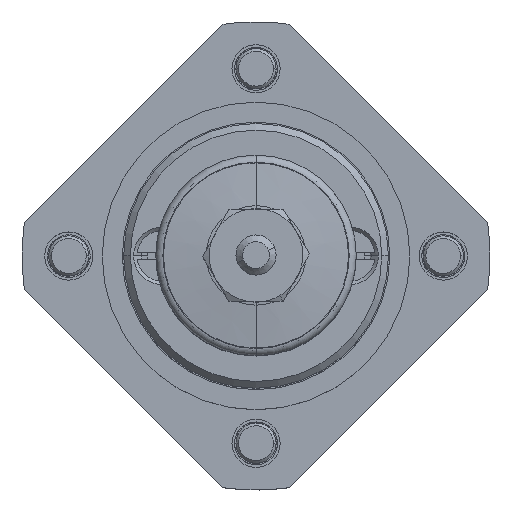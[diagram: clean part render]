
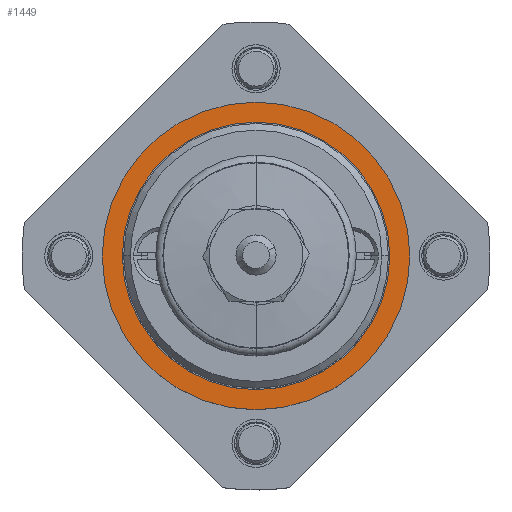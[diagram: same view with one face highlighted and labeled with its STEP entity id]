
A CAD part, top view. The second image highlights one B-rep face of the part: STEP entity #1449.
In plain terms, the highlighted planar face has unit normal (0, 0, 1).
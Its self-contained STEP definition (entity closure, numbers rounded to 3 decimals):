
#1114 = EDGE_CURVE ( 'NONE', #1115, #1116, #17968, .T. ) ;
#1115 = VERTEX_POINT ( 'NONE', #17947 ) ;
#1116 = VERTEX_POINT ( 'NONE', #17944 ) ;
#1308 = EDGE_CURVE ( 'NONE', #1309, #1310, #19703, .T. ) ;
#1309 = VERTEX_POINT ( 'NONE', #19682 ) ;
#1310 = VERTEX_POINT ( 'NONE', #19679 ) ;
#1432 = ORIENTED_EDGE ( 'NONE', *, *, #1433, .F. ) ;
#1433 = EDGE_CURVE ( 'NONE', #1116, #1115, #20622, .T. ) ;
#1449 = ADVANCED_FACE ( 'NONE', ( #20782, #20780 ), #20734, .F. ) ;
#1450 = EDGE_LOOP ( 'NONE', ( #1451, #1452 ) ) ;
#1451 = ORIENTED_EDGE ( 'NONE', *, *, #1308, .F. ) ;
#1452 = ORIENTED_EDGE ( 'NONE', *, *, #1453, .F. ) ;
#1453 = EDGE_CURVE ( 'NONE', #1310, #1309, #20729, .T. ) ;
#1454 = EDGE_LOOP ( 'NONE', ( #1455, #1432 ) ) ;
#1455 = ORIENTED_EDGE ( 'NONE', *, *, #1114, .F. ) ;
#17944 = CARTESIAN_POINT ( 'NONE',  ( -9.98, 0., 5.5 ) ) ;
#17947 = CARTESIAN_POINT ( 'NONE',  ( 9.98, 0., 5.5 ) ) ;
#17949 = DIRECTION ( 'NONE',  ( 1., 0., 0. ) ) ;
#17951 = DIRECTION ( 'NONE',  ( 0., 0., 1. ) ) ;
#17953 = CARTESIAN_POINT ( 'NONE',  ( 0., 0., 5.5 ) ) ;
#17954 = AXIS2_PLACEMENT_3D ( 'NONE', #17953, #17951, #17949 ) ;
#17968 = CIRCLE ( 'NONE', #17954, 9.98 ) ;
#19679 = CARTESIAN_POINT ( 'NONE',  ( 11.5, 0., 5.5 ) ) ;
#19682 = CARTESIAN_POINT ( 'NONE',  ( -11.5, 0., 5.5 ) ) ;
#19684 = DIRECTION ( 'NONE',  ( -1., 0., 0. ) ) ;
#19686 = DIRECTION ( 'NONE',  ( 0., 0., -1. ) ) ;
#19688 = CARTESIAN_POINT ( 'NONE',  ( 0., 0., 5.5 ) ) ;
#19689 = AXIS2_PLACEMENT_3D ( 'NONE', #19688, #19686, #19684 ) ;
#19703 = CIRCLE ( 'NONE', #19689, 11.5 ) ;
#20615 = DIRECTION ( 'NONE',  ( 1., 0., 0. ) ) ;
#20617 = DIRECTION ( 'NONE',  ( 0., 0., 1. ) ) ;
#20619 = CARTESIAN_POINT ( 'NONE',  ( 0., 0., 5.5 ) ) ;
#20621 = AXIS2_PLACEMENT_3D ( 'NONE', #20619, #20617, #20615 ) ;
#20622 = CIRCLE ( 'NONE', #20621, 9.98 ) ;
#20724 = DIRECTION ( 'NONE',  ( 0., 0., -1. ) ) ;
#20726 = CARTESIAN_POINT ( 'NONE',  ( 0., 11.5, 5.5 ) ) ;
#20727 = AXIS2_PLACEMENT_3D ( 'NONE', #20726, #20724, #20881 ) ;
#20729 = CIRCLE ( 'NONE', #20874, 11.5 ) ;
#20734 = PLANE ( 'NONE',  #20727 ) ;
#20780 = FACE_BOUND ( 'NONE', #1454, .T. ) ;
#20782 = FACE_OUTER_BOUND ( 'NONE', #1450, .T. ) ;
#20869 = DIRECTION ( 'NONE',  ( -1., 0., 0. ) ) ;
#20871 = DIRECTION ( 'NONE',  ( 0., 0., -1. ) ) ;
#20873 = CARTESIAN_POINT ( 'NONE',  ( 0., 0., 5.5 ) ) ;
#20874 = AXIS2_PLACEMENT_3D ( 'NONE', #20873, #20871, #20869 ) ;
#20881 = DIRECTION ( 'NONE',  ( -1., 0., 0. ) ) ;
